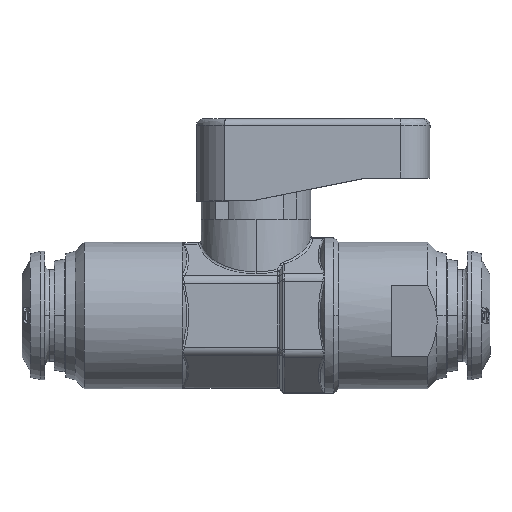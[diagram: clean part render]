
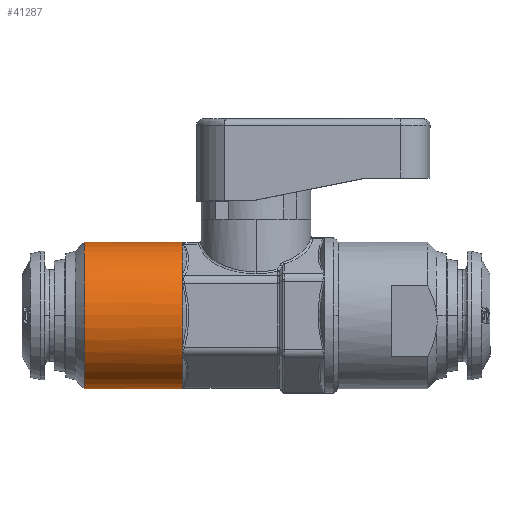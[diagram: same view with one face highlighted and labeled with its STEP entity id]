
A CAD part, top view. The second image highlights one B-rep face of the part: STEP entity #41287.
In plain terms, the highlighted cylindrical face has radius 8 mm (diameter 16 mm), a partial arc.
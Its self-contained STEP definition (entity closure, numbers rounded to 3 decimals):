
#879 = VERTEX_POINT ( 'NONE', #34283 ) ;
#918 = CARTESIAN_POINT ( 'NONE',  ( -13.588, 0., 0. ) ) ;
#1795 = DIRECTION ( 'NONE',  ( 0., -1., 0. ) ) ;
#1816 = CARTESIAN_POINT ( 'NONE',  ( -13.588, -8., 0. ) ) ;
#1911 = CARTESIAN_POINT ( 'NONE',  ( -2.887, 7.991, 0.385 ) ) ;
#2053 = CARTESIAN_POINT ( 'NONE',  ( -2.887, -3.662, 7.112 ) ) ;
#2240 = CARTESIAN_POINT ( 'NONE',  ( -2.876, 8., 0. ) ) ;
#2713 = DIRECTION ( 'NONE',  ( -1., 0., 0. ) ) ;
#4984 = VERTEX_POINT ( 'NONE', #8450 ) ;
#5018 = DIRECTION ( 'NONE',  ( -1., 0., 0. ) ) ;
#5412 = ORIENTED_EDGE ( 'NONE', *, *, #36988, .T. ) ;
#5699 = CARTESIAN_POINT ( 'NONE',  ( -2.887, -4.328, 6.728 ) ) ;
#5756 = EDGE_CURVE ( 'NONE', #879, #40038, #33776, .T. ) ;
#7435 = DIRECTION ( 'NONE',  ( 0., -1., 0. ) ) ;
#7933 = DIRECTION ( 'NONE',  ( 0., -1., 0. ) ) ;
#8450 = CARTESIAN_POINT ( 'NONE',  ( -2.887, 4.328, 6.728 ) ) ;
#9966 = DIRECTION ( 'NONE',  ( 0., -1., 0. ) ) ;
#10188 = CARTESIAN_POINT ( 'NONE',  ( -2.887, 3.662, 7.112 ) ) ;
#11083 = ORIENTED_EDGE ( 'NONE', *, *, #43663, .T. ) ;
#11782 = FACE_OUTER_BOUND ( 'NONE', #16069, .T. ) ;
#11956 = DIRECTION ( 'NONE',  ( -1., 0., 0. ) ) ;
#12130 = CARTESIAN_POINT ( 'NONE',  ( -2.887, 0., 0. ) ) ;
#12596 = CARTESIAN_POINT ( 'NONE',  ( -2.887, 3.662, 7.112 ) ) ;
#13022 = CARTESIAN_POINT ( 'NONE',  ( -2.876, 4.111, 6.864 ) ) ;
#13589 = VECTOR ( 'NONE', #11956, 1000. ) ;
#13738 = ORIENTED_EDGE ( 'NONE', *, *, #5756, .T. ) ;
#14654 = EDGE_CURVE ( 'NONE', #38926, #16013, #35167, .T. ) ;
#14862 = ORIENTED_EDGE ( 'NONE', *, *, #40967, .T. ) ;
#16013 = VERTEX_POINT ( 'NONE', #10188 ) ;
#16037 = CARTESIAN_POINT ( 'NONE',  ( -2.887, 7.997, 0.256 ) ) ;
#16069 = EDGE_LOOP ( 'NONE', ( #5412, #32069, #23377, #37504, #16670, #13738, #11083, #40121, #41227, #14862 ) ) ;
#16172 = DIRECTION ( 'NONE',  ( -1., 0., 0. ) ) ;
#16220 = CARTESIAN_POINT ( 'NONE',  ( -2.887, 4.22, 6.797 ) ) ;
#16670 = ORIENTED_EDGE ( 'NONE', *, *, #44090, .T. ) ;
#17478 = B_SPLINE_CURVE_WITH_KNOTS ( 'NONE', 3,
 ( #29983, #25883, #39778, #19058, #22527, #29833 ),
 .UNSPECIFIED., .F., .F.,
 ( 4, 2, 4 ),
 ( 0., 0., 0.001 ),
 .UNSPECIFIED. ) ;
#18468 = CARTESIAN_POINT ( 'NONE',  ( -2.887, 7.991, 0.385 ) ) ;
#19058 = CARTESIAN_POINT ( 'NONE',  ( -2.876, -3.889, 6.992 ) ) ;
#19073 = DIRECTION ( 'NONE',  ( -1., 0., 0. ) ) ;
#19240 = CARTESIAN_POINT ( 'NONE',  ( -18.747, 8., 0. ) ) ;
#19728 = CARTESIAN_POINT ( 'NONE',  ( -2.876, 3.889, 6.992 ) ) ;
#19875 = LINE ( 'NONE', #43802, #37224 ) ;
#20038 = CIRCLE ( 'NONE', #20727, 8. ) ;
#20409 = CIRCLE ( 'NONE', #25409, 8. ) ;
#20708 = EDGE_CURVE ( 'NONE', #38688, #44946, #29336, .T. ) ;
#20727 = AXIS2_PLACEMENT_3D ( 'NONE', #918, #28712, #7933 ) ;
#21950 = CARTESIAN_POINT ( 'NONE',  ( -2.876, 8., 0.128 ) ) ;
#22195 = AXIS2_PLACEMENT_3D ( 'NONE', #40307, #2713, #9966 ) ;
#22527 = CARTESIAN_POINT ( 'NONE',  ( -2.887, -3.777, 7.054 ) ) ;
#23377 = ORIENTED_EDGE ( 'NONE', *, *, #37357, .T. ) ;
#24720 = CARTESIAN_POINT ( 'NONE',  ( -2.887, 0., 0. ) ) ;
#25409 = AXIS2_PLACEMENT_3D ( 'NONE', #12130, #5018, #1795 ) ;
#25883 = CARTESIAN_POINT ( 'NONE',  ( -2.887, -4.221, 6.797 ) ) ;
#26132 = CARTESIAN_POINT ( 'NONE',  ( -2.876, -8., 0. ) ) ;
#26496 = AXIS2_PLACEMENT_3D ( 'NONE', #40254, #16172, #36817 ) ;
#28559 = EDGE_CURVE ( 'NONE', #16013, #4984, #35175, .T. ) ;
#28712 = DIRECTION ( 'NONE',  ( 1., 0., 0. ) ) ;
#29336 = LINE ( 'NONE', #19240, #13589 ) ;
#29833 = CARTESIAN_POINT ( 'NONE',  ( -2.887, -3.662, 7.112 ) ) ;
#29983 = CARTESIAN_POINT ( 'NONE',  ( -2.887, -4.328, 6.728 ) ) ;
#30082 = CARTESIAN_POINT ( 'NONE',  ( -2.887, -7.991, 0.385 ) ) ;
#31820 = CARTESIAN_POINT ( 'NONE',  ( -2.876, 8., 0. ) ) ;
#32069 = ORIENTED_EDGE ( 'NONE', *, *, #20708, .T. ) ;
#32090 = EDGE_CURVE ( 'NONE', #44698, #40474, #19875, .T. ) ;
#32223 = VERTEX_POINT ( 'NONE', #1911 ) ;
#33098 = B_SPLINE_CURVE_WITH_KNOTS ( 'NONE', 3,
 ( #26132, #36750, #40508, #30082 ),
 .UNSPECIFIED., .F., .F.,
 ( 4, 4 ),
 ( 0., 0.001 ),
 .UNSPECIFIED. ) ;
#33776 = CIRCLE ( 'NONE', #35230, 8. ) ;
#34283 = CARTESIAN_POINT ( 'NONE',  ( -2.887, -7.991, 0.385 ) ) ;
#35167 = CIRCLE ( 'NONE', #26496, 8. ) ;
#35175 = B_SPLINE_CURVE_WITH_KNOTS ( 'NONE', 3,
 ( #12596, #36865, #19728, #13022, #16220, #40469 ),
 .UNSPECIFIED., .F., .F.,
 ( 4, 2, 4 ),
 ( 0., 0., 0.001 ),
 .UNSPECIFIED. ) ;
#35230 = AXIS2_PLACEMENT_3D ( 'NONE', #24720, #42597, #7435 ) ;
#36750 = CARTESIAN_POINT ( 'NONE',  ( -2.876, -8., 0.128 ) ) ;
#36817 = DIRECTION ( 'NONE',  ( 0., -1., 0. ) ) ;
#36865 = CARTESIAN_POINT ( 'NONE',  ( -2.887, 3.776, 7.054 ) ) ;
#36988 = EDGE_CURVE ( 'NONE', #32223, #38688, #41668, .T. ) ;
#37224 = VECTOR ( 'NONE', #19073, 1000. ) ;
#37241 = CYLINDRICAL_SURFACE ( 'NONE', #22195, 8. ) ;
#37357 = EDGE_CURVE ( 'NONE', #44946, #40474, #20038, .T. ) ;
#37504 = ORIENTED_EDGE ( 'NONE', *, *, #32090, .F. ) ;
#38250 = CARTESIAN_POINT ( 'NONE',  ( -2.876, -8., 0. ) ) ;
#38688 = VERTEX_POINT ( 'NONE', #31820 ) ;
#38926 = VERTEX_POINT ( 'NONE', #2053 ) ;
#39778 = CARTESIAN_POINT ( 'NONE',  ( -2.876, -4.111, 6.864 ) ) ;
#40038 = VERTEX_POINT ( 'NONE', #5699 ) ;
#40121 = ORIENTED_EDGE ( 'NONE', *, *, #14654, .T. ) ;
#40254 = CARTESIAN_POINT ( 'NONE',  ( -2.887, 0., 0. ) ) ;
#40307 = CARTESIAN_POINT ( 'NONE',  ( -18.747, 0., 0. ) ) ;
#40469 = CARTESIAN_POINT ( 'NONE',  ( -2.887, 4.328, 6.728 ) ) ;
#40474 = VERTEX_POINT ( 'NONE', #1816 ) ;
#40508 = CARTESIAN_POINT ( 'NONE',  ( -2.887, -7.997, 0.256 ) ) ;
#40967 = EDGE_CURVE ( 'NONE', #4984, #32223, #20409, .T. ) ;
#41227 = ORIENTED_EDGE ( 'NONE', *, *, #28559, .T. ) ;
#41287 = ADVANCED_FACE ( 'NONE', ( #11782 ), #37241, .T. ) ;
#41668 = B_SPLINE_CURVE_WITH_KNOTS ( 'NONE', 3,
 ( #18468, #16037, #21950, #2240 ),
 .UNSPECIFIED., .F., .F.,
 ( 4, 4 ),
 ( 0., 0. ),
 .UNSPECIFIED. ) ;
#42597 = DIRECTION ( 'NONE',  ( -1., 0., 0. ) ) ;
#43663 = EDGE_CURVE ( 'NONE', #40038, #38926, #17478, .T. ) ;
#43726 = CARTESIAN_POINT ( 'NONE',  ( -13.588, 8., 0. ) ) ;
#43802 = CARTESIAN_POINT ( 'NONE',  ( -18.747, -8., 0. ) ) ;
#44090 = EDGE_CURVE ( 'NONE', #44698, #879, #33098, .T. ) ;
#44698 = VERTEX_POINT ( 'NONE', #38250 ) ;
#44946 = VERTEX_POINT ( 'NONE', #43726 ) ;
